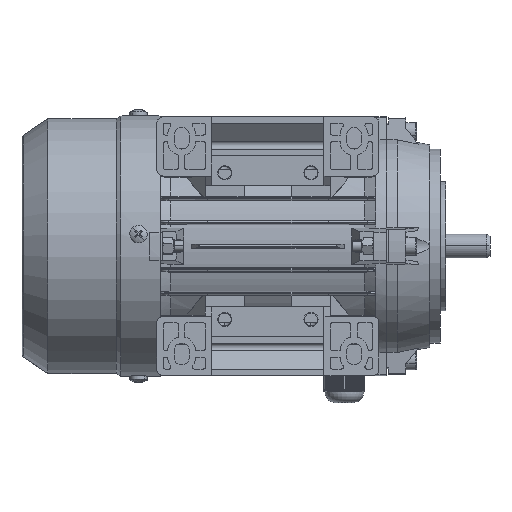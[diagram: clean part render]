
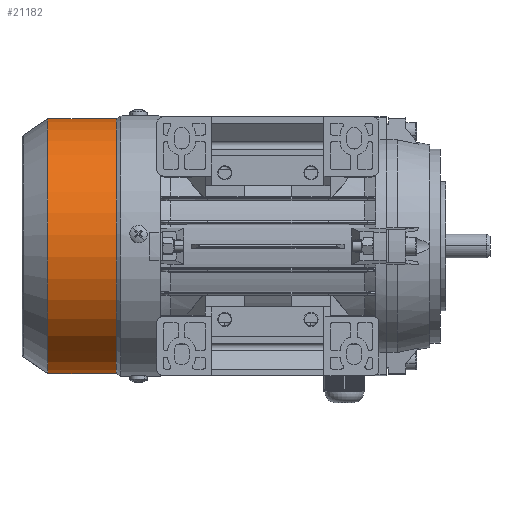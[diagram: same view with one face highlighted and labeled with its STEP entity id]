
A CAD part, front view. The second image highlights one B-rep face of the part: STEP entity #21182.
In plain terms, the highlighted cylindrical face has radius 59.3 mm (diameter 118.6 mm), a partial arc.
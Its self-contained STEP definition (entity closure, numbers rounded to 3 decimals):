
#1163 = VERTEX_POINT ( 'NONE', #32515 ) ;
#1232 = VERTEX_POINT ( 'NONE', #32703 ) ;
#1247 = EDGE_CURVE ( 'NONE', #1283, #1163, #32738, .T. ) ;
#1283 = VERTEX_POINT ( 'NONE', #32809 ) ;
#1285 = VERTEX_POINT ( 'NONE', #32808 ) ;
#1289 = EDGE_CURVE ( 'NONE', #1285, #1232, #32865, .T. ) ;
#21043 = ORIENTED_EDGE ( 'NONE', *, *, #21093, .T. ) ;
#21045 = ORIENTED_EDGE ( 'NONE', *, *, #1247, .T. ) ;
#21093 = EDGE_CURVE ( 'NONE', #1285, #1283, #61716, .T. ) ;
#21118 = EDGE_LOOP ( 'NONE', ( #21123, #21043, #21045, #21170 ) ) ;
#21123 = ORIENTED_EDGE ( 'NONE', *, *, #1289, .F. ) ;
#21170 = ORIENTED_EDGE ( 'NONE', *, *, #21171, .F. ) ;
#21171 = EDGE_CURVE ( 'NONE', #1232, #1163, #61892, .T. ) ;
#21182 = ADVANCED_FACE ( 'NONE', ( #61980 ), #61975, .T. ) ;
#32515 = CARTESIAN_POINT ( 'NONE',  ( 20.3, 0., 59.3 ) ) ;
#32703 = CARTESIAN_POINT ( 'NONE',  ( 20.3, 0., -59.3 ) ) ;
#32726 = DIRECTION ( 'NONE',  ( -1., 0., 0. ) ) ;
#32727 = VECTOR ( 'NONE', #32726, 1000. ) ;
#32728 = CARTESIAN_POINT ( 'NONE',  ( 0., 0., 59.3 ) ) ;
#32738 = LINE ( 'NONE', #32728, #32727 ) ;
#32808 = CARTESIAN_POINT ( 'NONE',  ( 52., 0., -59.3 ) ) ;
#32809 = CARTESIAN_POINT ( 'NONE',  ( 52., 0., 59.3 ) ) ;
#32848 = DIRECTION ( 'NONE',  ( -1., 0., 0. ) ) ;
#32863 = VECTOR ( 'NONE', #32848, 1000. ) ;
#32864 = CARTESIAN_POINT ( 'NONE',  ( 0., 0., -59.3 ) ) ;
#32865 = LINE ( 'NONE', #32864, #32863 ) ;
#61712 = DIRECTION ( 'NONE',  ( 0., 0., 1. ) ) ;
#61714 = DIRECTION ( 'NONE',  ( -1., 0., 0. ) ) ;
#61715 = AXIS2_PLACEMENT_3D ( 'NONE', #61732, #61714, #61712 ) ;
#61716 = CIRCLE ( 'NONE', #61715, 59.3 ) ;
#61732 = CARTESIAN_POINT ( 'NONE',  ( 52., 0., 0. ) ) ;
#61888 = DIRECTION ( 'NONE',  ( 0., 0., 1. ) ) ;
#61889 = DIRECTION ( 'NONE',  ( -1., 0., 0. ) ) ;
#61890 = CARTESIAN_POINT ( 'NONE',  ( 20.3, 0., 0. ) ) ;
#61891 = AXIS2_PLACEMENT_3D ( 'NONE', #61890, #61889, #61888 ) ;
#61892 = CIRCLE ( 'NONE', #61891, 59.3 ) ;
#61962 = DIRECTION ( 'NONE',  ( 0., 0., 1. ) ) ;
#61963 = DIRECTION ( 'NONE',  ( -1., 0., 0. ) ) ;
#61965 = CARTESIAN_POINT ( 'NONE',  ( 0., 0., 0. ) ) ;
#61967 = AXIS2_PLACEMENT_3D ( 'NONE', #61965, #61963, #61962 ) ;
#61975 = CYLINDRICAL_SURFACE ( 'NONE', #61967, 59.3 ) ;
#61980 = FACE_OUTER_BOUND ( 'NONE', #21118, .T. ) ;
